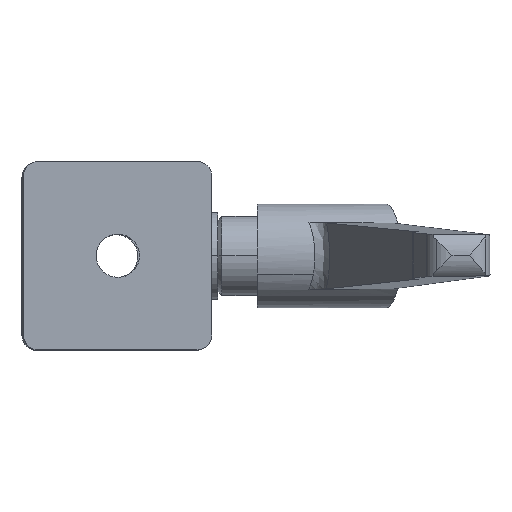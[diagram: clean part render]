
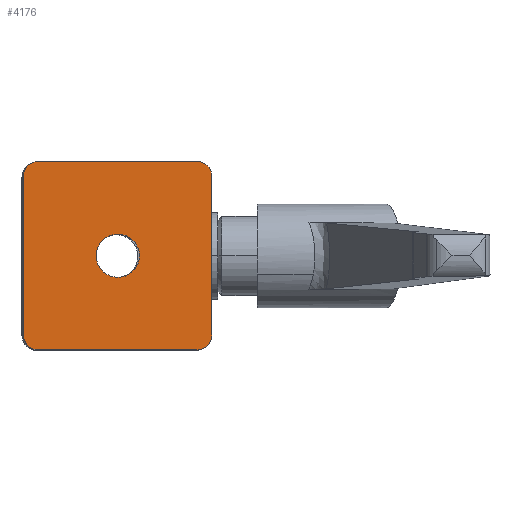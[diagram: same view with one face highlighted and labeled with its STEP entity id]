
A CAD part, top view. The second image highlights one B-rep face of the part: STEP entity #4176.
In plain terms, the highlighted planar face has unit normal (0, 0, 1).
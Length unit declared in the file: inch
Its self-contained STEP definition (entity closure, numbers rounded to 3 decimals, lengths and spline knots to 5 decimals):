
#2806=CARTESIAN_POINT('',(-0.15985,0.,2.5));
#2807=VERTEX_POINT('',#2806);
#2823=CARTESIAN_POINT('',(0.18385,0.,2.5));
#2824=VERTEX_POINT('',#2823);
#2831=CARTESIAN_POINT('',(0.012,0.17185,2.5));
#2832=VERTEX_POINT('',#2831);
#2833=CARTESIAN_POINT('',(0.012,0.0,2.5));
#2834=DIRECTION('',(0.0,0.0,1.0));
#2835=DIRECTION('',(-1.0,0.0,0.0));
#2836=AXIS2_PLACEMENT_3D('',#2833,#2834,#2835);
#2837=CIRCLE('',#2836,0.17185);
#2838=EDGE_CURVE('',#2824,#2832,#2837,.T.);
#2840=CARTESIAN_POINT('',(0.012,0.0,2.5));
#2841=DIRECTION('',(0.0,0.0,1.0));
#2842=DIRECTION('',(-1.0,0.0,0.0));
#2843=AXIS2_PLACEMENT_3D('',#2840,#2841,#2842);
#2844=CIRCLE('',#2843,0.17185);
#2845=EDGE_CURVE('',#2832,#2807,#2844,.T.);
#2857=CARTESIAN_POINT('',(-0.70285,-0.71485,2.5));
#2858=VERTEX_POINT('',#2857);
#2874=CARTESIAN_POINT('',(-0.618,-0.75,2.5));
#2875=VERTEX_POINT('',#2874);
#2882=CARTESIAN_POINT('',(-0.618,-0.63,2.5));
#2883=DIRECTION('',(0.0,0.0,-1.0));
#2884=DIRECTION('',(-0.707,-0.707,0.0));
#2885=AXIS2_PLACEMENT_3D('',#2882,#2883,#2884);
#2886=CIRCLE('',#2885,0.12);
#2887=EDGE_CURVE('',#2875,#2858,#2886,.T.);
#2941=CARTESIAN_POINT('',(-0.70285,0.71485,2.5));
#2942=VERTEX_POINT('',#2941);
#2958=CARTESIAN_POINT('',(-0.738,0.63,2.5));
#2959=VERTEX_POINT('',#2958);
#2966=CARTESIAN_POINT('',(-0.618,0.63,2.5));
#2967=DIRECTION('',(0.0,0.0,-1.));
#2968=DIRECTION('',(-0.707,0.707,0.0));
#2969=AXIS2_PLACEMENT_3D('',#2966,#2967,#2968);
#2970=CIRCLE('',#2969,0.12);
#2971=EDGE_CURVE('',#2959,#2942,#2970,.T.);
#2983=CARTESIAN_POINT('',(0.72685,0.71485,2.5));
#2984=VERTEX_POINT('',#2983);
#3000=CARTESIAN_POINT('',(0.642,0.75,2.5));
#3001=VERTEX_POINT('',#3000);
#3008=CARTESIAN_POINT('',(0.642,0.63,2.5));
#3009=DIRECTION('',(0.0,0.0,-1.0));
#3010=DIRECTION('',(0.707,0.707,0.0));
#3011=AXIS2_PLACEMENT_3D('',#3008,#3009,#3010);
#3012=CIRCLE('',#3011,0.12);
#3013=EDGE_CURVE('',#3001,#2984,#3012,.T.);
#3025=CARTESIAN_POINT('',(0.72685,-0.71485,2.5));
#3026=VERTEX_POINT('',#3025);
#3042=CARTESIAN_POINT('',(0.762,-0.63,2.5));
#3043=VERTEX_POINT('',#3042);
#3050=CARTESIAN_POINT('',(0.642,-0.63,2.5));
#3051=DIRECTION('',(0.0,0.0,-1.0));
#3052=DIRECTION('',(0.707,-0.707,0.0));
#3053=AXIS2_PLACEMENT_3D('',#3050,#3051,#3052);
#3054=CIRCLE('',#3053,0.12);
#3055=EDGE_CURVE('',#3043,#3026,#3054,.T.);
#3965=CARTESIAN_POINT('',(0.642,-0.75,2.5));
#3966=VERTEX_POINT('',#3965);
#3973=CARTESIAN_POINT('',(0.642,-0.75,2.5));
#3974=DIRECTION('',(-1.0,0.0,0.0));
#3975=VECTOR('',#3974,1.26);
#3976=LINE('',#3973,#3975);
#3977=EDGE_CURVE('',#3966,#2875,#3976,.T.);
#3991=CARTESIAN_POINT('',(0.642,-0.63,2.5));
#3992=DIRECTION('',(0.0,0.0,-1.0));
#3993=DIRECTION('',(0.707,-0.707,0.0));
#3994=AXIS2_PLACEMENT_3D('',#3991,#3992,#3993);
#3995=CIRCLE('',#3994,0.12);
#3996=EDGE_CURVE('',#3026,#3966,#3995,.T.);
#4009=CARTESIAN_POINT('',(0.762,0.63,2.5));
#4010=VERTEX_POINT('',#4009);
#4017=CARTESIAN_POINT('',(0.762,0.63,2.5));
#4018=DIRECTION('',(0.0,-1.0,0.0));
#4019=VECTOR('',#4018,1.26);
#4020=LINE('',#4017,#4019);
#4021=EDGE_CURVE('',#4010,#3043,#4020,.T.);
#4033=CARTESIAN_POINT('',(0.642,0.63,2.5));
#4034=DIRECTION('',(0.0,0.0,-1.0));
#4035=DIRECTION('',(0.707,0.707,0.0));
#4036=AXIS2_PLACEMENT_3D('',#4033,#4034,#4035);
#4037=CIRCLE('',#4036,0.12);
#4038=EDGE_CURVE('',#2984,#4010,#4037,.T.);
#4050=CARTESIAN_POINT('',(-0.618,0.75,2.5));
#4051=VERTEX_POINT('',#4050);
#4058=CARTESIAN_POINT('',(-0.618,0.75,2.5));
#4059=DIRECTION('',(1.0,0.0,0.0));
#4060=VECTOR('',#4059,1.26);
#4061=LINE('',#4058,#4060);
#4062=EDGE_CURVE('',#4051,#3001,#4061,.T.);
#4077=CARTESIAN_POINT('',(-0.618,0.63,2.5));
#4078=DIRECTION('',(0.0,0.0,-1.));
#4079=DIRECTION('',(-0.707,0.707,0.0));
#4080=AXIS2_PLACEMENT_3D('',#4077,#4078,#4079);
#4081=CIRCLE('',#4080,0.12);
#4082=EDGE_CURVE('',#2942,#4051,#4081,.T.);
#4133=CARTESIAN_POINT('',(0.642,0.75,2.5));
#4134=DIRECTION('',(0.0,0.0,-1.0));
#4135=DIRECTION('',(0.0,-1.0,0.0));
#4136=AXIS2_PLACEMENT_3D('',#4133,#4134,#4135);
#4137=PLANE('',#4136);
#4138=ORIENTED_EDGE('',*,*,#3013,.F.);
#4139=ORIENTED_EDGE('',*,*,#4062,.F.);
#4140=ORIENTED_EDGE('',*,*,#4082,.F.);
#4141=ORIENTED_EDGE('',*,*,#2971,.F.);
#4142=CARTESIAN_POINT('',(-0.738,-0.63,2.5));
#4143=VERTEX_POINT('',#4142);
#4144=CARTESIAN_POINT('',(-0.738,-0.63,2.5));
#4145=DIRECTION('',(0.0,1.0,0.0));
#4146=VECTOR('',#4145,1.26);
#4147=LINE('',#4144,#4146);
#4148=EDGE_CURVE('',#4143,#2959,#4147,.T.);
#4149=ORIENTED_EDGE('',*,*,#4148,.F.);
#4150=CARTESIAN_POINT('',(-0.618,-0.63,2.5));
#4151=DIRECTION('',(0.0,0.0,-1.0));
#4152=DIRECTION('',(-0.707,-0.707,0.0));
#4153=AXIS2_PLACEMENT_3D('',#4150,#4151,#4152);
#4154=CIRCLE('',#4153,0.12);
#4155=EDGE_CURVE('',#2858,#4143,#4154,.T.);
#4156=ORIENTED_EDGE('',*,*,#4155,.F.);
#4157=ORIENTED_EDGE('',*,*,#2887,.F.);
#4158=ORIENTED_EDGE('',*,*,#3977,.F.);
#4159=ORIENTED_EDGE('',*,*,#3996,.F.);
#4160=ORIENTED_EDGE('',*,*,#3055,.F.);
#4161=ORIENTED_EDGE('',*,*,#4021,.F.);
#4162=ORIENTED_EDGE('',*,*,#4038,.F.);
#4163=EDGE_LOOP('',(#4138,#4139,#4140,#4141,#4149,#4156,#4157,#4158,#4159,#4160,#4161,#4162));
#4164=FACE_OUTER_BOUND('',#4163,.T.);
#4165=ORIENTED_EDGE('',*,*,#2845,.F.);
#4166=ORIENTED_EDGE('',*,*,#2838,.F.);
#4167=CARTESIAN_POINT('',(0.012,0.0,2.5));
#4168=DIRECTION('',(0.0,0.0,1.0));
#4169=DIRECTION('',(-1.0,0.0,0.0));
#4170=AXIS2_PLACEMENT_3D('',#4167,#4168,#4169);
#4171=CIRCLE('',#4170,0.17185);
#4172=EDGE_CURVE('',#2807,#2824,#4171,.T.);
#4173=ORIENTED_EDGE('',*,*,#4172,.F.);
#4174=EDGE_LOOP('',(#4165,#4166,#4173));
#4175=FACE_BOUND('',#4174,.T.);
#4176=ADVANCED_FACE('',(#4164,#4175),#4137,.F.);
